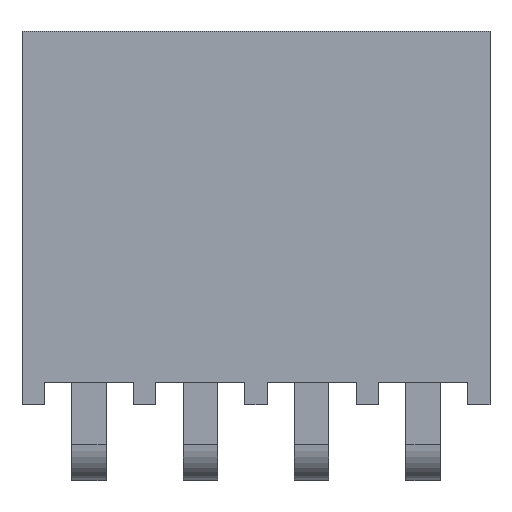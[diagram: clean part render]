
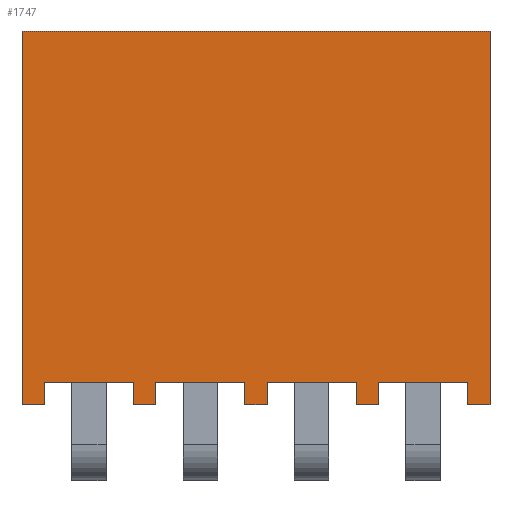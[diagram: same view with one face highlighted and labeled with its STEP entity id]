
A CAD part, top view. The second image highlights one B-rep face of the part: STEP entity #1747.
In plain terms, the highlighted planar face has unit normal (0, 0, 1).
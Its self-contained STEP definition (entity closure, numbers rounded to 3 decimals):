
#65=FACE_OUTER_BOUND($,#159,.T.);
#159=EDGE_LOOP($,(#1184,#1185,#1186,#1187,#1188,#1189,#1190,#1191,#1192,
#1193,#1194,#1195,#1196,#1197,#1198,#1199,#1200,#1201,#1202,#1203));
#278=LINE($,#2458,#514);
#279=LINE($,#2460,#515);
#280=LINE($,#2462,#516);
#281=LINE($,#2464,#517);
#282=LINE($,#2466,#518);
#283=LINE($,#2468,#519);
#284=LINE($,#2470,#520);
#285=LINE($,#2472,#521);
#286=LINE($,#2474,#522);
#287=LINE($,#2476,#523);
#288=LINE($,#2478,#524);
#289=LINE($,#2480,#525);
#290=LINE($,#2482,#526);
#291=LINE($,#2484,#527);
#292=LINE($,#2486,#528);
#293=LINE($,#2488,#529);
#294=LINE($,#2490,#530);
#295=LINE($,#2492,#531);
#296=LINE($,#2494,#532);
#297=LINE($,#2495,#533);
#514=VECTOR($,#1993,0.508);
#515=VECTOR($,#1994,2.032);
#516=VECTOR($,#1995,0.508);
#517=VECTOR($,#1996,0.508);
#518=VECTOR($,#1997,0.508);
#519=VECTOR($,#1998,2.032);
#520=VECTOR($,#1999,0.508);
#521=VECTOR($,#2000,0.508);
#522=VECTOR($,#2001,0.508);
#523=VECTOR($,#2002,2.032);
#524=VECTOR($,#2003,0.508);
#525=VECTOR($,#2004,0.508);
#526=VECTOR($,#2005,0.508);
#527=VECTOR($,#2006,2.032);
#528=VECTOR($,#2007,0.508);
#529=VECTOR($,#2008,0.508);
#530=VECTOR($,#2009,8.509);
#531=VECTOR($,#2010,10.668);
#532=VECTOR($,#2011,8.509);
#533=VECTOR($,#2012,0.508);
#744=VERTEX_POINT($,#2456);
#745=VERTEX_POINT($,#2457);
#746=VERTEX_POINT($,#2459);
#747=VERTEX_POINT($,#2461);
#748=VERTEX_POINT($,#2463);
#749=VERTEX_POINT($,#2465);
#750=VERTEX_POINT($,#2467);
#751=VERTEX_POINT($,#2469);
#752=VERTEX_POINT($,#2471);
#753=VERTEX_POINT($,#2473);
#754=VERTEX_POINT($,#2475);
#755=VERTEX_POINT($,#2477);
#756=VERTEX_POINT($,#2479);
#757=VERTEX_POINT($,#2481);
#758=VERTEX_POINT($,#2483);
#759=VERTEX_POINT($,#2485);
#760=VERTEX_POINT($,#2487);
#761=VERTEX_POINT($,#2489);
#762=VERTEX_POINT($,#2491);
#763=VERTEX_POINT($,#2493);
#918=EDGE_CURVE($,#744,#745,#278,.T.);
#919=EDGE_CURVE($,#746,#744,#279,.T.);
#920=EDGE_CURVE($,#747,#746,#280,.T.);
#921=EDGE_CURVE($,#747,#748,#281,.T.);
#922=EDGE_CURVE($,#749,#748,#282,.T.);
#923=EDGE_CURVE($,#750,#749,#283,.T.);
#924=EDGE_CURVE($,#751,#750,#284,.T.);
#925=EDGE_CURVE($,#751,#752,#285,.T.);
#926=EDGE_CURVE($,#753,#752,#286,.T.);
#927=EDGE_CURVE($,#754,#753,#287,.T.);
#928=EDGE_CURVE($,#755,#754,#288,.T.);
#929=EDGE_CURVE($,#755,#756,#289,.T.);
#930=EDGE_CURVE($,#757,#756,#290,.T.);
#931=EDGE_CURVE($,#758,#757,#291,.T.);
#932=EDGE_CURVE($,#759,#758,#292,.T.);
#933=EDGE_CURVE($,#759,#760,#293,.T.);
#934=EDGE_CURVE($,#761,#760,#294,.T.);
#935=EDGE_CURVE($,#762,#761,#295,.T.);
#936=EDGE_CURVE($,#762,#763,#296,.T.);
#937=EDGE_CURVE($,#763,#745,#297,.T.);
#1184=ORIENTED_EDGE($,*,*,#918,.F.);
#1185=ORIENTED_EDGE($,*,*,#919,.F.);
#1186=ORIENTED_EDGE($,*,*,#920,.F.);
#1187=ORIENTED_EDGE($,*,*,#921,.T.);
#1188=ORIENTED_EDGE($,*,*,#922,.F.);
#1189=ORIENTED_EDGE($,*,*,#923,.F.);
#1190=ORIENTED_EDGE($,*,*,#924,.F.);
#1191=ORIENTED_EDGE($,*,*,#925,.T.);
#1192=ORIENTED_EDGE($,*,*,#926,.F.);
#1193=ORIENTED_EDGE($,*,*,#927,.F.);
#1194=ORIENTED_EDGE($,*,*,#928,.F.);
#1195=ORIENTED_EDGE($,*,*,#929,.T.);
#1196=ORIENTED_EDGE($,*,*,#930,.F.);
#1197=ORIENTED_EDGE($,*,*,#931,.F.);
#1198=ORIENTED_EDGE($,*,*,#932,.F.);
#1199=ORIENTED_EDGE($,*,*,#933,.T.);
#1200=ORIENTED_EDGE($,*,*,#934,.F.);
#1201=ORIENTED_EDGE($,*,*,#935,.F.);
#1202=ORIENTED_EDGE($,*,*,#936,.T.);
#1203=ORIENTED_EDGE($,*,*,#937,.T.);
#1661=PLANE($,#1848);
#1747=ADVANCED_FACE($,(#65),#1661,.F.);
#1848=AXIS2_PLACEMENT_3D($,#2455,#1991,#1992);
#1991=DIRECTION('center_axis',(0.,0.,
-1.));
#1992=DIRECTION('ref_axis',(-1.,0.,0.));
#1993=DIRECTION($,(0.,-1.,0.));
#1994=DIRECTION($,(-1.,0.,0.));
#1995=DIRECTION($,(0.,1.,0.));
#1996=DIRECTION($,(1.,0.,0.));
#1997=DIRECTION($,(0.,-1.,0.));
#1998=DIRECTION($,(-1.,0.,0.));
#1999=DIRECTION($,(0.,1.,0.));
#2000=DIRECTION($,(1.,0.,0.));
#2001=DIRECTION($,(0.,-1.,0.));
#2002=DIRECTION($,(-1.,0.,0.));
#2003=DIRECTION($,(0.,1.,0.));
#2004=DIRECTION($,(1.,0.,0.));
#2005=DIRECTION($,(0.,-1.,0.));
#2006=DIRECTION($,(-1.,0.,0.));
#2007=DIRECTION($,(0.,1.,0.));
#2008=DIRECTION($,(1.,0.,0.));
#2009=DIRECTION($,(0.,-1.,0.));
#2010=DIRECTION($,(1.,0.,0.));
#2011=DIRECTION($,(0.,-1.,0.));
#2012=DIRECTION($,(1.,0.,0.));
#2455=CARTESIAN_POINT('Origin',(-5.334,10.033,2.413));
#2456=CARTESIAN_POINT('',(-4.826,2.032,2.413));
#2457=CARTESIAN_POINT('',(-4.826,1.524,2.413));
#2458=CARTESIAN_POINT($,(-4.826,10.033,2.413));
#2459=CARTESIAN_POINT('',(-2.794,2.032,2.413));
#2460=CARTESIAN_POINT($,(-5.334,2.032,2.413));
#2461=CARTESIAN_POINT('',(-2.794,1.524,2.413));
#2462=CARTESIAN_POINT($,(-2.794,10.033,2.413));
#2463=CARTESIAN_POINT('',(-2.286,1.524,2.413));
#2464=CARTESIAN_POINT($,(-5.334,1.524,2.413));
#2465=CARTESIAN_POINT('',(-2.286,2.032,2.413));
#2466=CARTESIAN_POINT($,(-2.286,10.033,2.413));
#2467=CARTESIAN_POINT('',(-0.254,2.032,2.413));
#2468=CARTESIAN_POINT($,(-5.334,2.032,2.413));
#2469=CARTESIAN_POINT('',(-0.254,1.524,2.413));
#2470=CARTESIAN_POINT($,(-0.254,10.033,2.413));
#2471=CARTESIAN_POINT('',(0.254,1.524,2.413));
#2472=CARTESIAN_POINT($,(-5.334,1.524,2.413));
#2473=CARTESIAN_POINT('',(0.254,2.032,2.413));
#2474=CARTESIAN_POINT($,(0.254,10.033,2.413));
#2475=CARTESIAN_POINT('',(2.286,2.032,2.413));
#2476=CARTESIAN_POINT($,(-5.334,2.032,2.413));
#2477=CARTESIAN_POINT('',(2.286,1.524,2.413));
#2478=CARTESIAN_POINT($,(2.286,10.033,2.413));
#2479=CARTESIAN_POINT('',(2.794,1.524,2.413));
#2480=CARTESIAN_POINT($,(-5.334,1.524,2.413));
#2481=CARTESIAN_POINT('',(2.794,2.032,2.413));
#2482=CARTESIAN_POINT($,(2.794,10.033,2.413));
#2483=CARTESIAN_POINT('',(4.826,2.032,2.413));
#2484=CARTESIAN_POINT($,(-5.334,2.032,2.413));
#2485=CARTESIAN_POINT('',(4.826,1.524,2.413));
#2486=CARTESIAN_POINT($,(4.826,10.033,2.413));
#2487=CARTESIAN_POINT('',(5.334,1.524,2.413));
#2488=CARTESIAN_POINT($,(-5.334,1.524,2.413));
#2489=CARTESIAN_POINT('',(5.334,10.033,2.413));
#2490=CARTESIAN_POINT($,(5.334,10.033,2.413));
#2491=CARTESIAN_POINT('',(-5.334,10.033,2.413));
#2492=CARTESIAN_POINT($,(-5.334,10.033,2.413));
#2493=CARTESIAN_POINT('',(-5.334,1.524,2.413));
#2494=CARTESIAN_POINT($,(-5.334,10.033,2.413));
#2495=CARTESIAN_POINT($,(-5.334,1.524,2.413));
